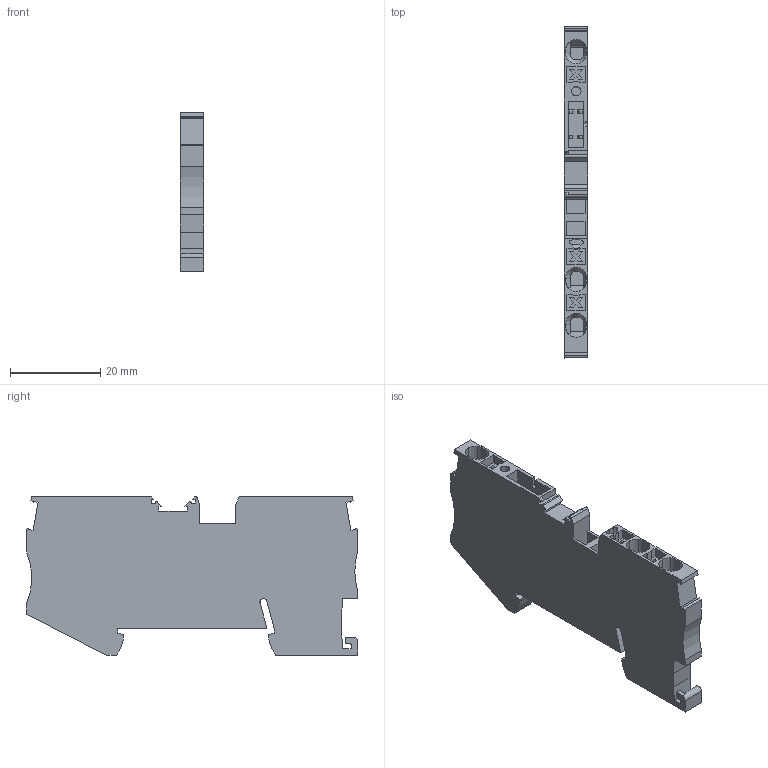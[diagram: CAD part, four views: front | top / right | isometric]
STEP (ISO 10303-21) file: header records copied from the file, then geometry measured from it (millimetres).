
FILE_DESCRIPTION(('Creo Elements/Direct Modeling STEP Export'),'2;1');
FILE_NAME('model.stp','2024-03-13T13:38:06',(''),(''),'Creo Elements/Direct Modeling STEP processor for AP214 (Solid Model)','Creo Elements/Direct Modeling 20.1D 10-Oct-2020 (C) Parametric Technology GmbH','');
FILE_SCHEMA(('AUTOMOTIVE_DESIGN { 1 0 10303 214 1 1 1 1 }'));
Length unit declared in the file: millimetre
Products named in the file (2): XT_2.5_TWIN_TG-select
Assembly tree (1 placements, depth 2):
  XT_2.5_TWIN_TG-select
    XT_2.5_TWIN_TG-select
Bounding box: 5.15 x 73.7 x 35.25 mm (x, y, z)
Volume: 9632.8 mm3; surface area: 7240.4 mm2
Topology: 1 solids, 1 shells, 293 faces, 828 edges, 552 vertices
Faces by surface type: plane 227, cylinder 58, extrusion 5, cone 3
Entity records: 13553 total; most frequent: CARTESIAN_POINT 3588, ORIENTED_EDGE 1656, DIRECTION 1423, EDGE_CURVE 828, VECTOR 665, LINE 660, VERTEX_POINT 552, AXIS2_PLACEMENT_3D 379
